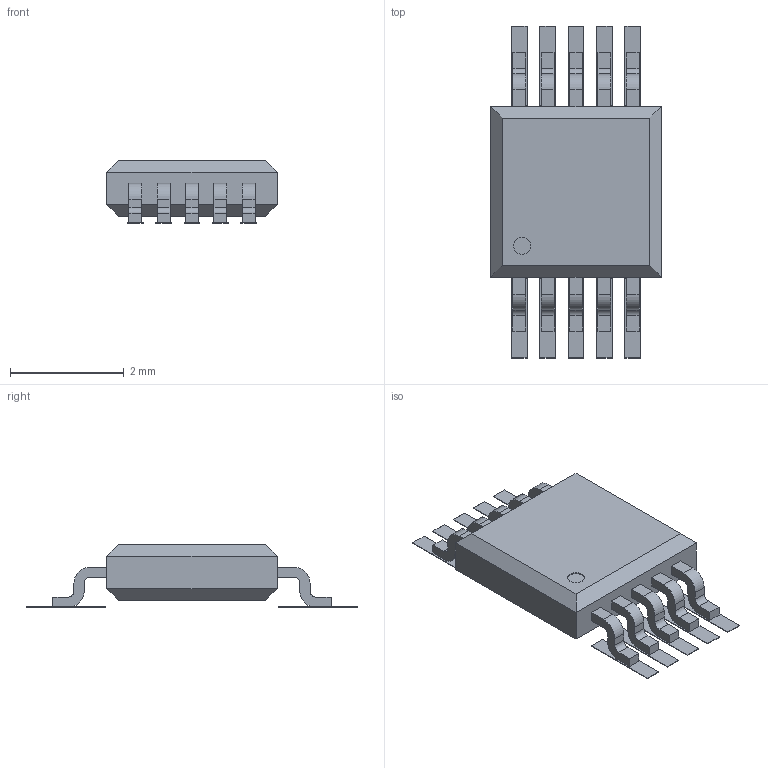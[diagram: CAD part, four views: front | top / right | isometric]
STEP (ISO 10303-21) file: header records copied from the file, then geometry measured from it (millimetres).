
FILE_DESCRIPTION(/* description */ (''),/* implementation_level */ '2;1');
FILE_NAME(/* name */ '316-0314-000_1.stp',/* time_stamp */ '2023-11-01T20:46:00+03:00',/* author */ (''),/* organization */ (''),/* preprocessor_version */ 'ST-DEVELOPER v16.7',/* originating_system */ 'SIEMENS PLM Software NX 12.0',/* authorisation */ '');
FILE_SCHEMA (('AUTOMOTIVE_DESIGN { 1 0 10303 214 3 1 1 1 }'));
Length unit declared in the file: millimetre
Products named in the file (1): 316-0314-000_1
Bounding box: 3 x 5.85 x 1.1 mm (x, y, z)
Volume: 8.9 mm3; surface area: 43.9 mm2
Topology: 1 solids, 1 shells, 197 faces, 514 edges, 340 vertices
Faces by surface type: plane 155, cylinder 42
Entity records: 6275 total; most frequent: CARTESIAN_POINT 1052, ORIENTED_EDGE 1028, DIRECTION 994, EDGE_CURVE 514, LINE 430, VECTOR 430, VERTEX_POINT 340, AXIS2_PLACEMENT_3D 282
